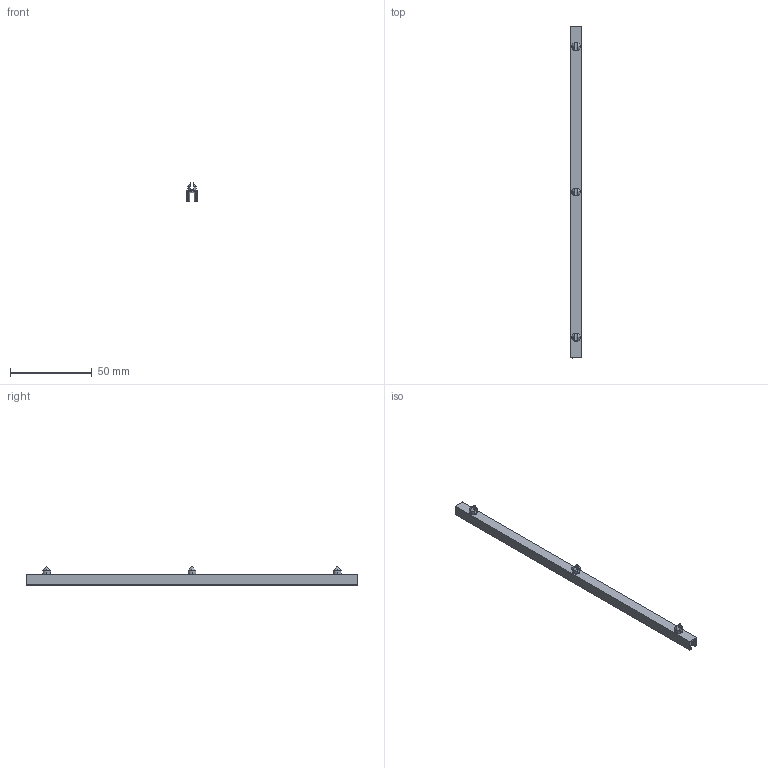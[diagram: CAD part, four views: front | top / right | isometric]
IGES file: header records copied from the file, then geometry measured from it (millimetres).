
Start section: SolidWorks IGES file using analytic representation for surfaces
Global section: file name: DC-800-102.IGS; native system: SolidWorks 2015; preprocessor: SolidWorks 2015; author: awright; date: 150515.102830; units: millimetre
Bounding box: 6.35 x 203.2 x 11.18 mm (x, y, z)
Surface area: 7397.9 mm2 (no closed solid volume)
Topology: 0 solids, 0 shells, 86 faces, 909 edges, 900 vertices
Faces by surface type: bspline 63, revolution 23
